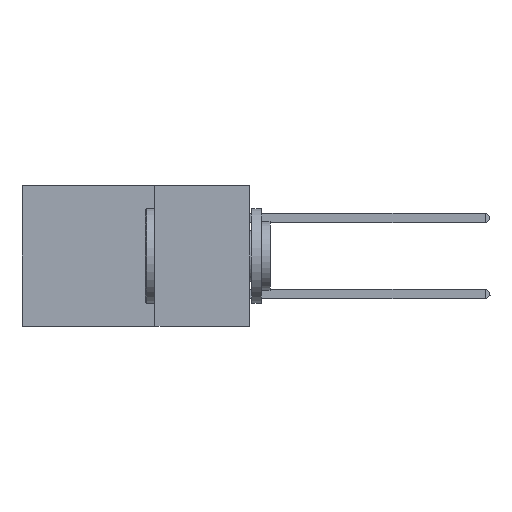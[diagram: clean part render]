
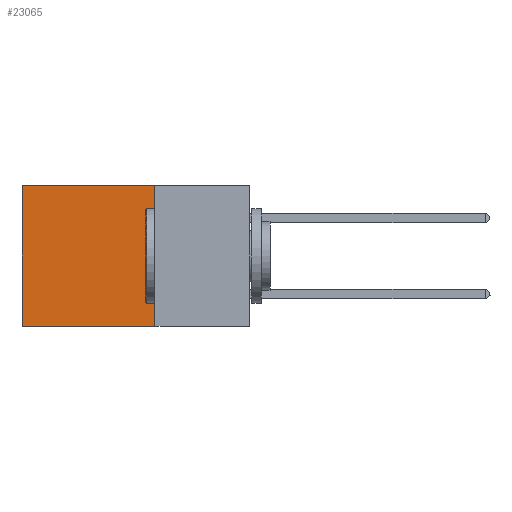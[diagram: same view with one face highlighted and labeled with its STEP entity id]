
A CAD part, left-side view. The second image highlights one B-rep face of the part: STEP entity #23065.
In plain terms, the highlighted planar face has unit normal (-1, 0, 0).
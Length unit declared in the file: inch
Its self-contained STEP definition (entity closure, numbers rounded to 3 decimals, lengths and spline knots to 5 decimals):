
#214 = ORIENTED_EDGE ( 'NONE', *, *, #24791, .T. ) ;
#477 = VERTEX_POINT ( 'NONE', #4228 ) ;
#653 = ORIENTED_EDGE ( 'NONE', *, *, #19190, .F. ) ;
#1499 = AXIS2_PLACEMENT_3D ( 'NONE', #2570, #17199, #11046 ) ;
#1942 = VECTOR ( 'NONE', #19130, 39.37008 ) ;
#2570 = CARTESIAN_POINT ( 'NONE',  ( 0.2875, 0.25, 0. ) ) ;
#4228 = CARTESIAN_POINT ( 'NONE',  ( 0.2875, 0.25, 0. ) ) ;
#4252 = VECTOR ( 'NONE', #24812, 39.37008 ) ;
#4281 = LINE ( 'NONE', #27007, #22942 ) ;
#5251 = LINE ( 'NONE', #10963, #1942 ) ;
#5575 = VERTEX_POINT ( 'NONE', #14097 ) ;
#7853 = VERTEX_POINT ( 'NONE', #25525 ) ;
#8150 = CARTESIAN_POINT ( 'NONE',  ( 0.2875, 0.25, 0. ) ) ;
#10963 = CARTESIAN_POINT ( 'NONE',  ( 0.2875, 0.6, 0. ) ) ;
#11046 = DIRECTION ( 'NONE',  ( 0., 0., -1. ) ) ;
#11222 = FACE_OUTER_BOUND ( 'NONE', #17024, .T. ) ;
#11759 = ORIENTED_EDGE ( 'NONE', *, *, #18683, .T. ) ;
#12130 = CARTESIAN_POINT ( 'NONE',  ( 0.2875, 0.6, -0.37 ) ) ;
#14097 = CARTESIAN_POINT ( 'NONE',  ( 0.2875, 0.25, -0.37 ) ) ;
#15093 = PLANE ( 'NONE',  #1499 ) ;
#15481 = ORIENTED_EDGE ( 'NONE', *, *, #19183, .F. ) ;
#17024 = EDGE_LOOP ( 'NONE', ( #11759, #15481, #653, #214 ) ) ;
#17199 = DIRECTION ( 'NONE',  ( 1., 0., 0. ) ) ;
#17950 = LINE ( 'NONE', #8150, #4252 ) ;
#18275 = LINE ( 'NONE', #20461, #24202 ) ;
#18683 = EDGE_CURVE ( 'NONE', #7853, #22854, #5251, .T. ) ;
#19130 = DIRECTION ( 'NONE',  ( 0., 0., -1. ) ) ;
#19183 = EDGE_CURVE ( 'NONE', #5575, #22854, #18275, .T. ) ;
#19190 = EDGE_CURVE ( 'NONE', #477, #5575, #17950, .T. ) ;
#20461 = CARTESIAN_POINT ( 'NONE',  ( 0.2875, 0.25, -0.37 ) ) ;
#22604 = DIRECTION ( 'NONE',  ( 0., 1., 0. ) ) ;
#22854 = VERTEX_POINT ( 'NONE', #12130 ) ;
#22942 = VECTOR ( 'NONE', #22604, 39.37008 ) ;
#23065 = ADVANCED_FACE ( 'NONE', ( #11222 ), #15093, .F. ) ;
#24202 = VECTOR ( 'NONE', #24526, 39.37008 ) ;
#24526 = DIRECTION ( 'NONE',  ( 0., 1., 0. ) ) ;
#24791 = EDGE_CURVE ( 'NONE', #477, #7853, #4281, .T. ) ;
#24812 = DIRECTION ( 'NONE',  ( 0., 0., -1. ) ) ;
#25525 = CARTESIAN_POINT ( 'NONE',  ( 0.2875, 0.6, 0. ) ) ;
#27007 = CARTESIAN_POINT ( 'NONE',  ( 0.2875, 0.25, 0. ) ) ;
